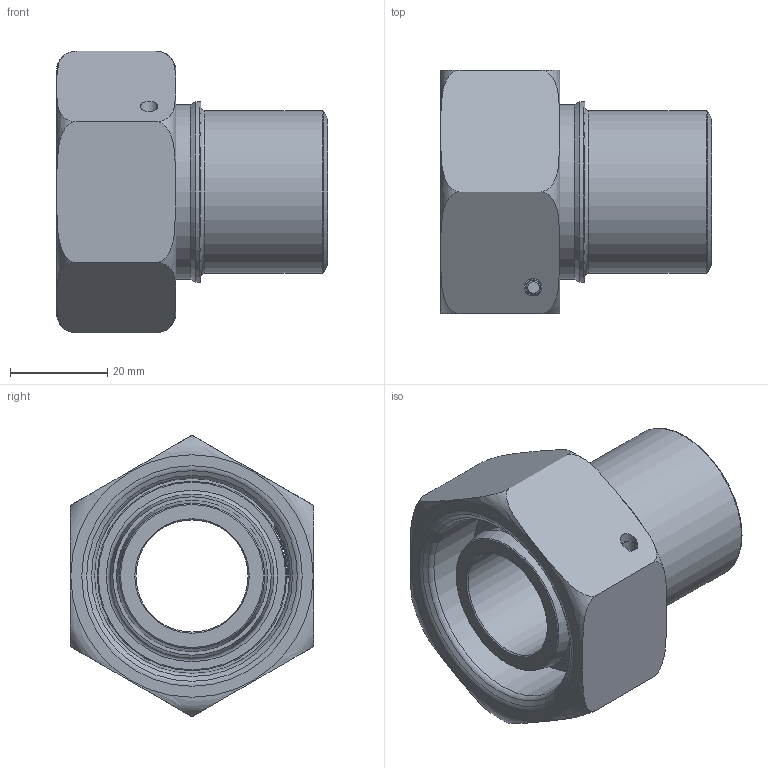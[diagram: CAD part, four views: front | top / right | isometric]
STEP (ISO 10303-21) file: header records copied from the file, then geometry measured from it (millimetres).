
FILE_DESCRIPTION(/* description */ (''),/* implementation_level */ '2;1');
FILE_NAME(/* name */ 'AKS30-33426.stp',/* time_stamp */ '2025-03-05T06:53:16+01:00',/* author */ (''),/* organization */ (''),/* preprocessor_version */ 'ST-DEVELOPER v16.7',/* originating_system */ 'SIEMENS PLM Software NX 1863',/* authorisation */ '');
FILE_SCHEMA (('AP203_CONFIGURATION_CONTROLLED_3D_DESIGN_OF_MECHANICAL_PARTS_AND_ASSEMBLIES_MIM_LF { 1 0 10303 403 2 1 2}'));
Length unit declared in the file: millimetre
Products named in the file (4): X-ST30; X-MT30; X-OR-30; X-AKS30-33426
Assembly tree (3 placements, depth 2):
  X-AKS30-33426
    X-OR-30
    X-MT30
    X-ST30
Bounding box: 55.6 x 50 x 57.73 mm (x, y, z)
Volume: 43010.1 mm3; surface area: 22266.1 mm2
Topology: 4 solids, 4 shells, 261 faces, 680 edges, 448 vertices
Faces by surface type: plane 190, extrusion 26, cylinder 16, torus 14, cone 10, bspline 4, revolution 1
Full cylindrical faces by diameter (mm): 3.2 x1, 23 x1, 28.2 x1, 33.4 x1, 35.755 x1, 37.045 x1, 38.855 x1, 39.245 x1, 40 x1
Entity records: 9407 total; most frequent: CARTESIAN_POINT 3466, ORIENTED_EDGE 1270, DIRECTION 804, EDGE_CURVE 635, VERTEX_POINT 437, B_SPLINE_CURVE_WITH_KNOTS 411, EDGE_LOOP 321, AXIS2_PLACEMENT_3D 292
